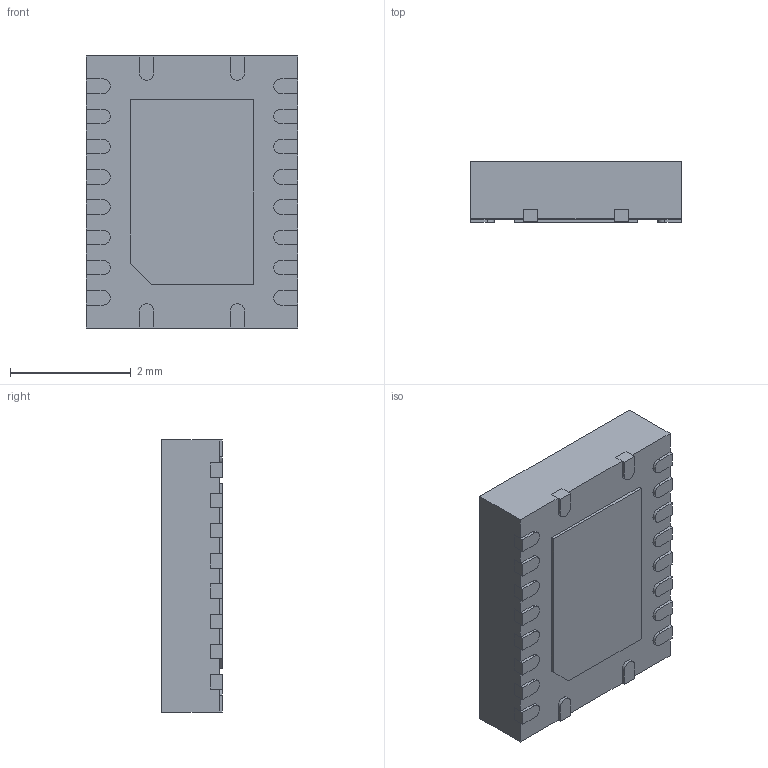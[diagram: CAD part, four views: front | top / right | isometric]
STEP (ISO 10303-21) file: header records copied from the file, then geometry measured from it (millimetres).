
FILE_DESCRIPTION (( 'STEP AP214' ), '1' );
FILE_NAME ('RGY20.STEP', '2020-08-09T05:34:40', ( '' ), ( '' ), 'SwSTEP 2.0', 'SolidWorks 2017', '' );
FILE_SCHEMA (( 'AUTOMOTIVE_DESIGN' ));
Length unit declared in the file: millimetre
Products named in the file (1): RGY20
Bounding box: 3.5 x 1 x 4.5 mm (x, y, z)
Volume: 15.4 mm3; surface area: 73.5 mm2
Topology: 23 solids, 23 shells, 230 faces, 546 edges, 364 vertices
Faces by surface type: plane 182, cylinder 48
Entity records: 7929 total; most frequent: CARTESIAN_POINT 1141, DIRECTION 1104, ORIENTED_EDGE 1092, EDGE_CURVE 546, VECTOR 450, LINE 450, VERTEX_POINT 364, AXIS2_PLACEMENT_3D 327
